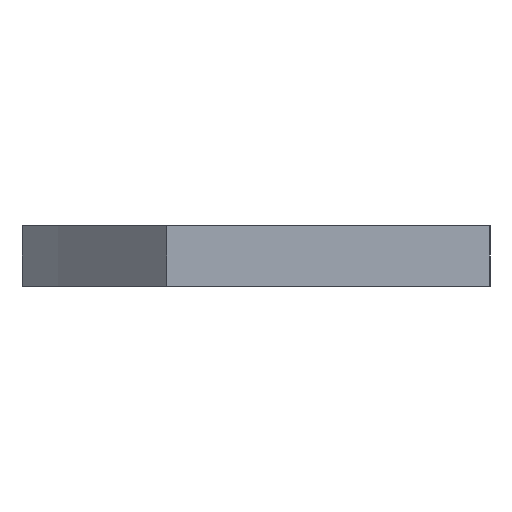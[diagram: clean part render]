
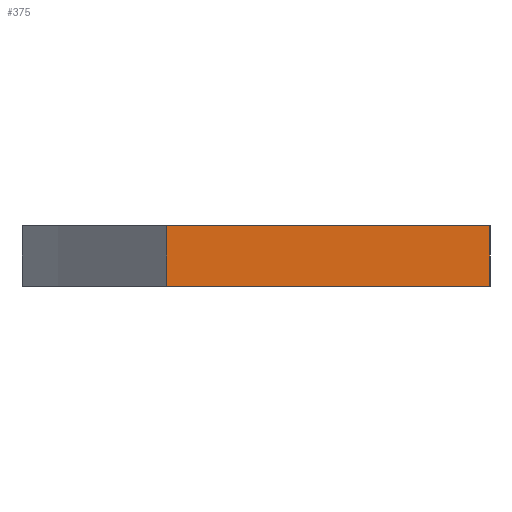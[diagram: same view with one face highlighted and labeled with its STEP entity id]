
A CAD part, left-side view. The second image highlights one B-rep face of the part: STEP entity #375.
In plain terms, the highlighted planar face has unit normal (-1, 0, 0).
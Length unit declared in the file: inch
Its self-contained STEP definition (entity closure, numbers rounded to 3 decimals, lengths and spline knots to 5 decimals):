
#39=PLANE('',#431);
#56=FACE_OUTER_BOUND('',#74,.T.);
#74=EDGE_LOOP('',(#302,#303,#304,#305));
#116=LINE('',#627,#138);
#117=LINE('',#629,#139);
#118=LINE('',#631,#140);
#119=LINE('',#632,#141);
#138=VECTOR('',#527,0.3937);
#139=VECTOR('',#528,0.3937);
#140=VECTOR('',#529,0.3937);
#141=VECTOR('',#530,0.3937);
#198=VERTEX_POINT('',#625);
#199=VERTEX_POINT('',#626);
#200=VERTEX_POINT('',#628);
#201=VERTEX_POINT('',#630);
#242=EDGE_CURVE('',#198,#199,#116,.T.);
#243=EDGE_CURVE('',#198,#200,#117,.T.);
#244=EDGE_CURVE('',#201,#200,#118,.T.);
#245=EDGE_CURVE('',#199,#201,#119,.T.);
#302=ORIENTED_EDGE('',*,*,#242,.F.);
#303=ORIENTED_EDGE('',*,*,#243,.T.);
#304=ORIENTED_EDGE('',*,*,#244,.F.);
#305=ORIENTED_EDGE('',*,*,#245,.F.);
#375=ADVANCED_FACE('',(#56),#39,.T.);
#431=AXIS2_PLACEMENT_3D('',#624,#525,#526);
#525=DIRECTION('center_axis',(-1.,0.,0.));
#526=DIRECTION('ref_axis',(0.,-1.,0.));
#527=DIRECTION('',(0.,1.,0.));
#528=DIRECTION('',(0.,0.,1.));
#529=DIRECTION('',(0.,-1.,0.));
#530=DIRECTION('',(0.,0.,1.));
#624=CARTESIAN_POINT('Origin',(0.,4.,0.));
#625=CARTESIAN_POINT('',(0.,0.,0.));
#626=CARTESIAN_POINT('',(0.,4.,0.));
#627=CARTESIAN_POINT('',(0.,0.,0.));
#628=CARTESIAN_POINT('',(0.,0.,0.75));
#629=CARTESIAN_POINT('',(0.,0.,0.));
#630=CARTESIAN_POINT('',(0.,4.,0.75));
#631=CARTESIAN_POINT('',(0.,0.,0.75));
#632=CARTESIAN_POINT('',(0.,4.,0.));
